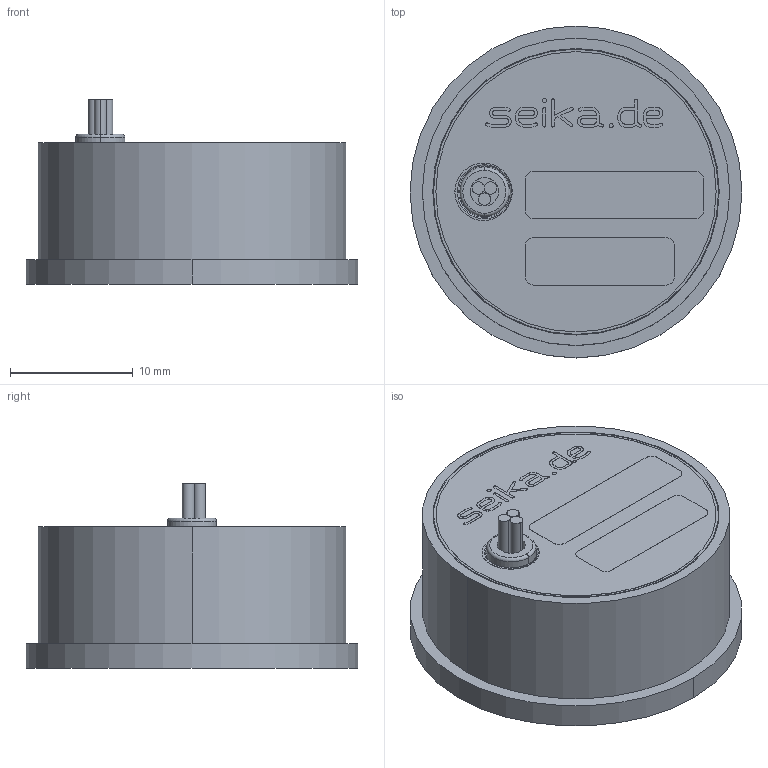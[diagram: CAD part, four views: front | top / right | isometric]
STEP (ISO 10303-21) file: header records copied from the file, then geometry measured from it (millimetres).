
FILE_DESCRIPTION(/* description */ ('VariCAD 2023-2.08 AP-214'),/* implementation_level */ '2;1');
FILE_NAME(/* name */ 'Beschleunigungssensor BS 25_Deckel_Schild.stp',/* time_stamp */ '2026-04-23T14:11:42+01:00',/* author */ (''),/* organization */ (''),/* preprocessor_version */ 'VariCAD 2023-2.08',/* originating_system */ 'VariCAD 2023-2.08; kernel version (20180118)',/* authorisation */ '');
FILE_SCHEMA(('AUTOMOTIVE_DESIGN'));
Length unit declared in the file: millimetre
Products named in the file (22): Beschleunigungssensor BS 25_Deckel_Schild
Assembly tree (21 placements, depth 2):
  Beschleunigungssensor BS 25_Deckel_Schild
    (unnamed)
    (unnamed)
    (unnamed)
    (unnamed)
    (unnamed)
    (unnamed)
    (unnamed)
    (unnamed)
    (unnamed)
    (unnamed)
    (unnamed)
    (unnamed)
    (unnamed)
    (unnamed)
    (unnamed)
    (unnamed)
    (unnamed)
    (unnamed)
    (unnamed)
    (unnamed)
    (unnamed)
Bounding box: 27 x 27 x 15 mm (x, y, z)
Volume: 5971.6 mm3; surface area: 6979.5 mm2
Topology: 21 solids, 21 shells, 228 faces, 533 edges, 354 vertices
Faces by surface type: cylinder 110, plane 110, torus 8
Entity records: 7459 total; most frequent: DIRECTION 1357, CARTESIAN_POINT 1179, ORIENTED_EDGE 1066, EDGE_CURVE 533, AXIS2_PLACEMENT_3D 532, VERTEX_POINT 354, LINE 293, VECTOR 293
